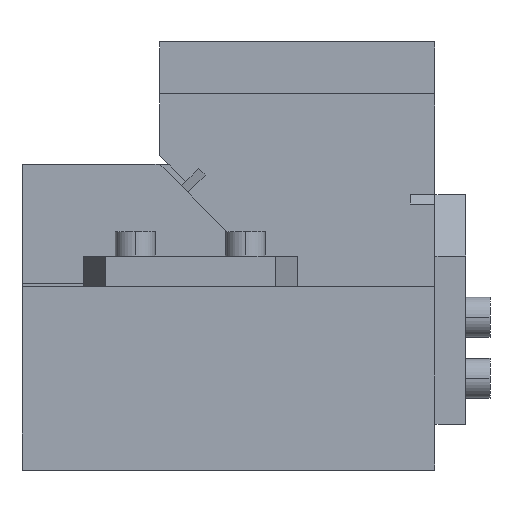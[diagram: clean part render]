
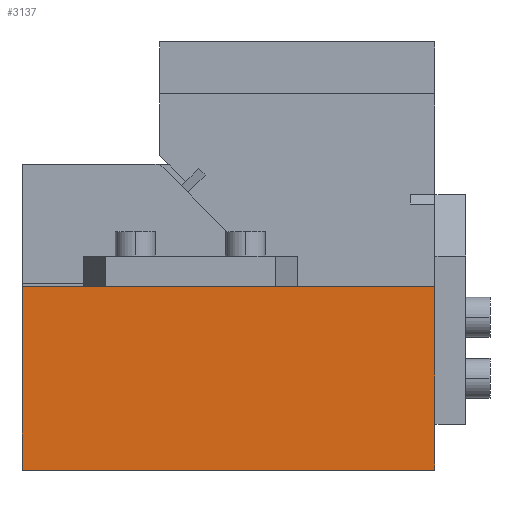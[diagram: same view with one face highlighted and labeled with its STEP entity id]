
A CAD part, left-side view. The second image highlights one B-rep face of the part: STEP entity #3137.
In plain terms, the highlighted planar face has unit normal (-1, 0, 0).
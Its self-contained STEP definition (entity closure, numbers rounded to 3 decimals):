
#2062=CARTESIAN_POINT('Vertex',(0.,0.,15.)) ;
#2764=CARTESIAN_POINT('Vertex',(0.,0.,60.)) ;
#2767=CARTESIAN_POINT('Line Origine',(0.,0.,37.5)) ;
#2789=CARTESIAN_POINT('Vertex',(0.,135.,0.)) ;
#2796=CARTESIAN_POINT('Vertex',(0.,0.,0.)) ;
#2799=CARTESIAN_POINT('Line Origine',(0.,67.5,0.)) ;
#2835=CARTESIAN_POINT('Line Origine',(0.,0.,7.5)) ;
#3090=CARTESIAN_POINT('Line Origine',(0.,135.,30.)) ;
#3094=CARTESIAN_POINT('Vertex',(0.,135.,60.)) ;
#3120=CARTESIAN_POINT('Axis2P3D Location',(0.,0.,90.)) ;
#3125=CARTESIAN_POINT('Line Origine',(0.,67.5,60.)) ;
#2768=DIRECTION('Vector Direction',(0.,0.,-1.)) ;
#2800=DIRECTION('Vector Direction',(0.,1.,0.)) ;
#2836=DIRECTION('Vector Direction',(0.,0.,1.)) ;
#3091=DIRECTION('Vector Direction',(0.,0.,1.)) ;
#3121=DIRECTION('Axis2P3D Direction',(-1.,0.,0.)) ;
#3122=DIRECTION('Axis2P3D XDirection',(0.,1.,0.)) ;
#3126=DIRECTION('Vector Direction',(0.,1.,0.)) ;
#3123=AXIS2_PLACEMENT_3D('Plane Axis2P3D',#3120,#3121,#3122) ;
#3131=ORIENTED_EDGE('',*,*,#3096,.F.) ;
#3132=ORIENTED_EDGE('',*,*,#2803,.F.) ;
#3133=ORIENTED_EDGE('',*,*,#2839,.T.) ;
#3134=ORIENTED_EDGE('',*,*,#2771,.F.) ;
#3135=ORIENTED_EDGE('',*,*,#3129,.T.) ;
#2769=VECTOR('Line Direction',#2768,1.) ;
#2801=VECTOR('Line Direction',#2800,1.) ;
#2837=VECTOR('Line Direction',#2836,1.) ;
#3092=VECTOR('Line Direction',#3091,1.) ;
#3127=VECTOR('Line Direction',#3126,1.) ;
#3137=ADVANCED_FACE('CAM HOLDER',(#3136),#3124,.T.) ;
#2771=EDGE_CURVE('',#2765,#2063,#2770,.T.) ;
#2803=EDGE_CURVE('',#2797,#2790,#2802,.T.) ;
#2839=EDGE_CURVE('',#2797,#2063,#2838,.T.) ;
#3096=EDGE_CURVE('',#2790,#3095,#3093,.T.) ;
#3129=EDGE_CURVE('',#2765,#3095,#3128,.T.) ;
#3130=EDGE_LOOP('',(#3131,#3132,#3133,#3134,#3135)) ;
#3136=FACE_OUTER_BOUND('',#3130,.T.) ;
#2770=LINE('Line',#2767,#2769) ;
#2802=LINE('Line',#2799,#2801) ;
#2838=LINE('Line',#2835,#2837) ;
#3093=LINE('Line',#3090,#3092) ;
#3128=LINE('Line',#3125,#3127) ;
#3124=PLANE('Plane',#3123) ;
#2063=VERTEX_POINT('',#2062) ;
#2765=VERTEX_POINT('',#2764) ;
#2790=VERTEX_POINT('',#2789) ;
#2797=VERTEX_POINT('',#2796) ;
#3095=VERTEX_POINT('',#3094) ;
